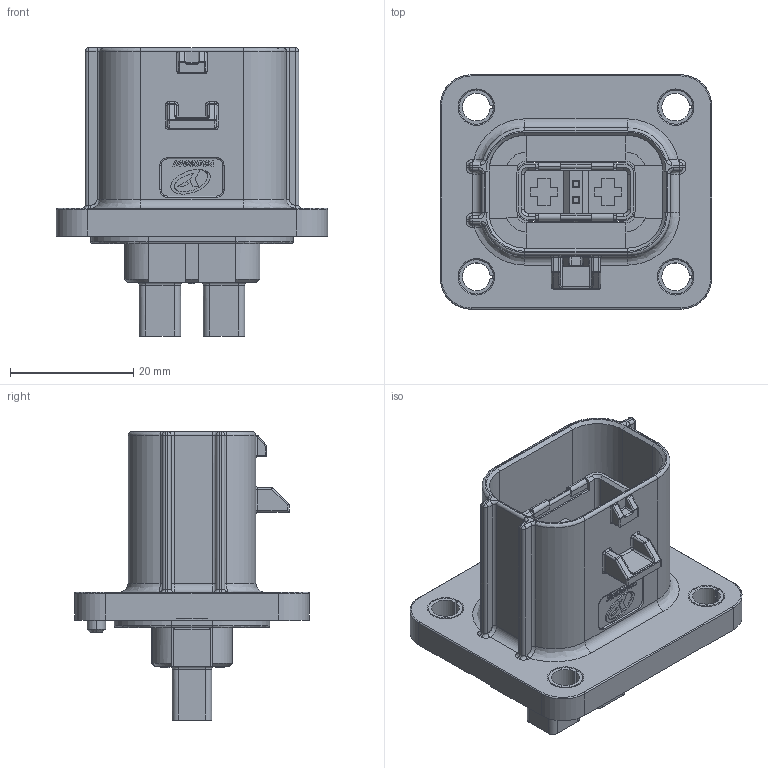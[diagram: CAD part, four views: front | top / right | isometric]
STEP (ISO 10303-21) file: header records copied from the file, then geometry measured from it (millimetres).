
FILE_DESCRIPTION (( 'STEP AP203' ), '1' );
FILE_NAME ('YGC939-EV-P2R²å×ù.STEP', '2017-05-03T02:43:58', ( 'admin' ), ( ' ' ), 'SwSTEP 2.0', 'SolidWorks 2012', '' );
FILE_SCHEMA (( 'CONFIG_CONTROL_DESIGN' ));
Length unit declared in the file: millimetre
Products named in the file (1): YGC939-EV-P2R脣釱
Bounding box: 44 x 38 x 46.7 mm (x, y, z)
Volume: 15432 mm3; surface area: 13481 mm2
Topology: 1 solids, 12 shells, 1442 faces, 3887 edges, 2485 vertices
Faces by surface type: plane 923, cylinder 351, bspline 146, cone 22
Entity records: 50972 total; most frequent: CARTESIAN_POINT 16119, ORIENTED_EDGE 7742, DIRECTION 6427, EDGE_CURVE 3871, LINE 2823, VECTOR 2823, VERTEX_POINT 2485, AXIS2_PLACEMENT_3D 1802
